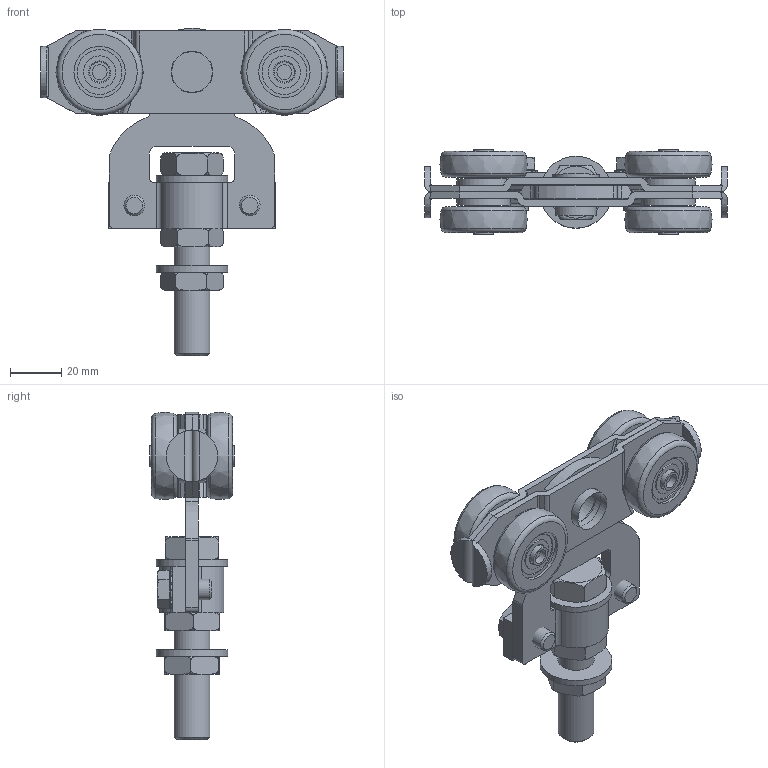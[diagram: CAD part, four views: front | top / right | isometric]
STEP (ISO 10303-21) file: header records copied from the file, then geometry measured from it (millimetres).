
FILE_DESCRIPTION(/* description */ ('Chariot'),/* implementation_level */ '2;1');
FILE_NAME(/* name */ '9245XSA2.stp',/* time_stamp */ '2019-08-23T09:00:17+02:00',/* author */ ('Florian'),/* organization */ (''),/* preprocessor_version */ 'ST-DEVELOPER v17.2',/* originating_system */ 'Autodesk Inventor 2019',/* authorisation */ '');
FILE_SCHEMA (('AUTOMOTIVE_DESIGN { 1 0 10303 214 3 1 1 }'));
Length unit declared in the file: millimetre
Products named in the file (17): 9245XSA2; 319976; 19976; GALB34XS; 18903; 09131; 09132; 18905; 18904; 18486; 04023; 18485; 09128; 04545; 15742; 06014; 18407
Assembly tree (28 placements, depth 3):
  9245XSA2
    319976
      19976  x2
    GALB34XS  x4
      18903
      09131
      09132
    18905  x4
    18904  x2
    18486
    04023  x2
    18485
    09128  x2
    04545
    15742  x2
    06014  x2
    18407
Bounding box: 118 x 33 x 127.5 mm (x, y, z)
Volume: 98338.4 mm3; surface area: 68476.8 mm2
Topology: 60 solids, 68 shells, 721 faces, 1938 edges, 1331 vertices
Faces by surface type: plane 302, cylinder 257, torus 99, sphere 28, bspline 19, cone 16
Full cylindrical faces by diameter (mm): 2 x8, 5.8 x4, 6.647 x2, 7.8 x4, 8 x6, 8.1 x6, 8.4 x2, 11.63 x2, 11.835 x2, 12.1 x4, 12.564 x8, 14 x1, 14.2 x2, 15.8 x1, 16.2 x3, 17.436 x8, 18 x1, 20 x4, 21 x4, 22 x12, 23 x4, 28 x2
Entity records: 13041 total; most frequent: CARTESIAN_POINT 2890, DIRECTION 2051, ORIENTED_EDGE 1914, EDGE_CURVE 959, AXIS2_PLACEMENT_3D 794, VERTEX_POINT 677, LINE 463, VECTOR 463
